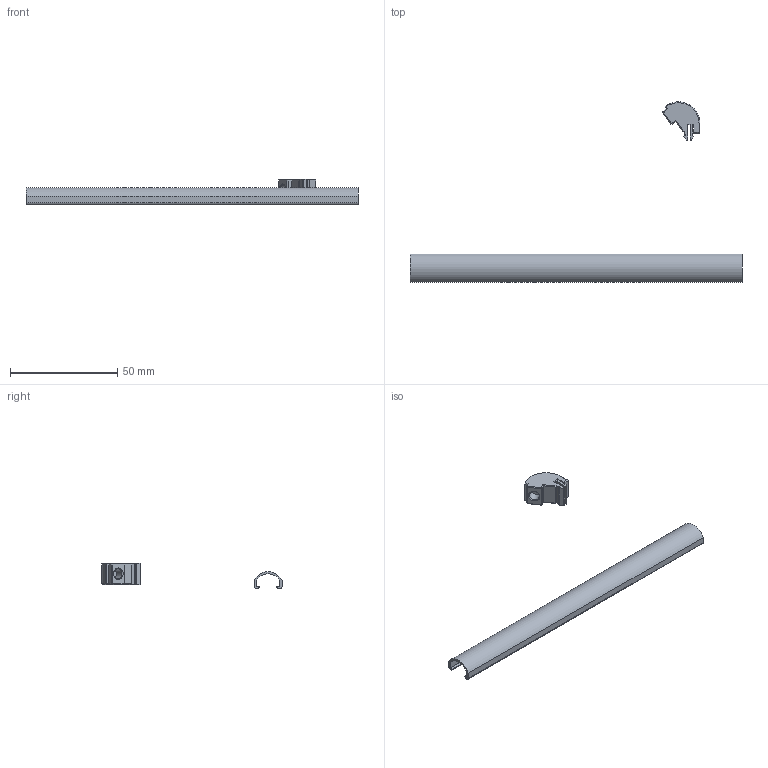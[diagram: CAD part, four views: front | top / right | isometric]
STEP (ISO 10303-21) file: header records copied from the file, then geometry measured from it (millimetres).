
FILE_DESCRIPTION(/* description */ (''),/* implementation_level */ '2;1');
FILE_NAME(/* name */ 'Matchstick Diffuser.step',/* time_stamp */ '2022-10-24T11:19:19+01:00',/* author */ (''),/* organization */ (''),/* preprocessor_version */ 'ST-DEVELOPER v19.2',/* originating_system */ 'Autodesk Translation Framework v11.17.0.187',/* authorisation */ '');
FILE_SCHEMA (('AUTOMOTIVE_DESIGN { 1 0 10303 214 3 1 1 }'));
Length unit declared in the file: millimetre
Products named in the file (1): Matchstick Diffuser
Bounding box: 155 x 84.09 x 12.01 mm (x, y, z)
Volume: 5331.2 mm3; surface area: 9208.8 mm2
Topology: 2 solids, 2 shells, 72 faces, 178 edges, 111 vertices
Faces by surface type: plane 61, cylinder 8, cone 3
Full cylindrical faces by diameter (mm): 4.7 x1
Entity records: 2117 total; most frequent: CARTESIAN_POINT 374, ORIENTED_EDGE 356, DIRECTION 337, EDGE_CURVE 178, LINE 153, VECTOR 153, VERTEX_POINT 111, AXIS2_PLACEMENT_3D 92
